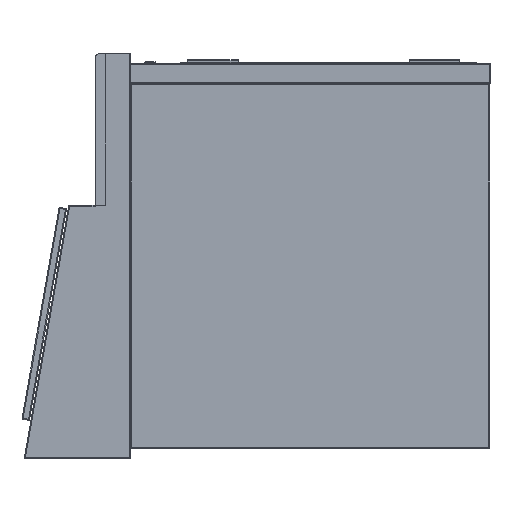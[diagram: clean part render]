
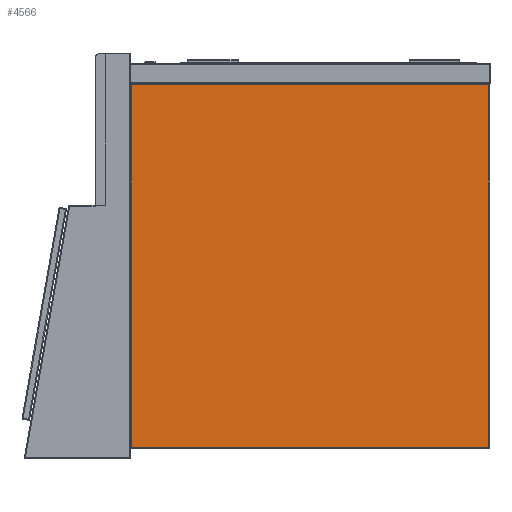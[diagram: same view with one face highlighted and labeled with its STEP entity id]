
A CAD part, left-side view. The second image highlights one B-rep face of the part: STEP entity #4566.
In plain terms, the highlighted planar face has unit normal (-1, 0, 0).
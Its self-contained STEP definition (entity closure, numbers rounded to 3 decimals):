
#861 = DIRECTION ( 'NONE',  ( 0., 1., 0. ) ) ;
#1462 = LINE ( 'NONE', #13027, #9194 ) ;
#1507 = CARTESIAN_POINT ( 'NONE',  ( -440., -355., -758. ) ) ;
#2181 = VERTEX_POINT ( 'NONE', #9224 ) ;
#2797 = ORIENTED_EDGE ( 'NONE', *, *, #11237, .T. ) ;
#3432 = VERTEX_POINT ( 'NONE', #19061 ) ;
#4556 = AXIS2_PLACEMENT_3D ( 'NONE', #23870, #24262, #11684 ) ;
#4566 = ADVANCED_FACE ( 'Fl�che7', ( #27436 ), #6297, .T. ) ;
#6297 = PLANE ( 'NONE',  #4556 ) ;
#9194 = VECTOR ( 'NONE', #861, 1000. ) ;
#9224 = CARTESIAN_POINT ( 'NONE',  ( -440., 353., -758. ) ) ;
#10110 = CARTESIAN_POINT ( 'NONE',  ( -440., -353., -758. ) ) ;
#10485 = DIRECTION ( 'NONE',  ( 0., -1., 0. ) ) ;
#11237 = EDGE_CURVE ( 'NONE', #29778, #2181, #39271, .T. ) ;
#11684 = DIRECTION ( 'NONE',  ( 0., 0., 1. ) ) ;
#11691 = VECTOR ( 'NONE', #22793, 1000. ) ;
#13027 = CARTESIAN_POINT ( 'NONE',  ( -440., 355., -42. ) ) ;
#15629 = ORIENTED_EDGE ( 'NONE', *, *, #35447, .T. ) ;
#16565 = EDGE_CURVE ( 'NONE', #3432, #29778, #1462, .T. ) ;
#18946 = EDGE_CURVE ( 'NONE', #2181, #33320, #26240, .T. ) ;
#19061 = CARTESIAN_POINT ( 'NONE',  ( -440., -353., -42. ) ) ;
#21115 = DIRECTION ( 'NONE',  ( 0., 0., -1. ) ) ;
#21224 = ORIENTED_EDGE ( 'NONE', *, *, #16565, .T. ) ;
#22131 = CARTESIAN_POINT ( 'NONE',  ( -440., 353., -42. ) ) ;
#22254 = CARTESIAN_POINT ( 'NONE',  ( -440., 353., -760. ) ) ;
#22793 = DIRECTION ( 'NONE',  ( 0., 0., 1. ) ) ;
#23870 = CARTESIAN_POINT ( 'NONE',  ( -440., -355., -760. ) ) ;
#24262 = DIRECTION ( 'NONE',  ( -1., 0., 0. ) ) ;
#26240 = LINE ( 'NONE', #1507, #27090 ) ;
#27090 = VECTOR ( 'NONE', #10485, 1000. ) ;
#27436 = FACE_OUTER_BOUND ( 'NONE', #32539, .T. ) ;
#28376 = CARTESIAN_POINT ( 'NONE',  ( -440., -353., -760. ) ) ;
#29778 = VERTEX_POINT ( 'NONE', #22131 ) ;
#30153 = ORIENTED_EDGE ( 'NONE', *, *, #18946, .T. ) ;
#32539 = EDGE_LOOP ( 'NONE', ( #15629, #21224, #2797, #30153 ) ) ;
#33320 = VERTEX_POINT ( 'NONE', #10110 ) ;
#34842 = VECTOR ( 'NONE', #21115, 1000. ) ;
#35447 = EDGE_CURVE ( 'NONE', #33320, #3432, #37759, .T. ) ;
#37759 = LINE ( 'NONE', #28376, #11691 ) ;
#39271 = LINE ( 'NONE', #22254, #34842 ) ;
